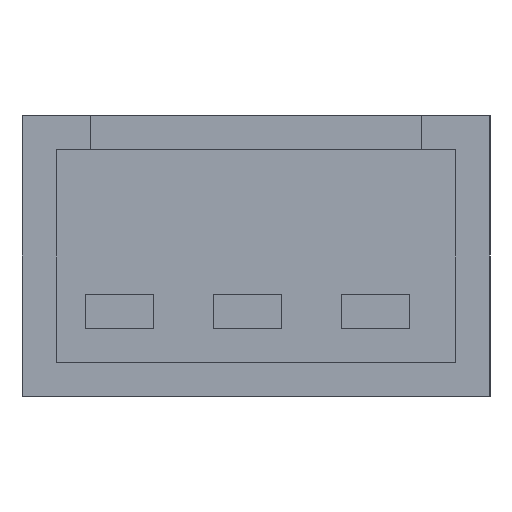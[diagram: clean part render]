
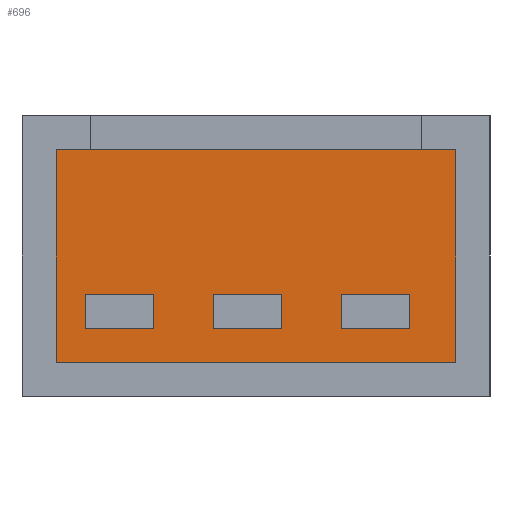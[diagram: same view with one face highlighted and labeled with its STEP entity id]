
A CAD part, left-side view. The second image highlights one B-rep face of the part: STEP entity #696.
In plain terms, the highlighted planar face has unit normal (-1, 0, 0).
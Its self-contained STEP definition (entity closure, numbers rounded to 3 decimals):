
#45=FACE_OUTER_BOUND('',#91,.T.);
#91=EDGE_LOOP('',(#483,#484,#485,#486));
#139=LINE('',#1024,#226);
#144=LINE('',#1033,#231);
#147=LINE('',#1039,#234);
#149=LINE('',#1042,#236);
#226=VECTOR('',#823,10.);
#231=VECTOR('',#830,10.);
#234=VECTOR('',#835,10.);
#236=VECTOR('',#839,10.);
#313=VERTEX_POINT('',#1021);
#314=VERTEX_POINT('',#1023);
#317=VERTEX_POINT('',#1031);
#319=VERTEX_POINT('',#1037);
#375=EDGE_CURVE('',#313,#314,#139,.T.);
#380=EDGE_CURVE('',#317,#313,#144,.T.);
#383=EDGE_CURVE('',#319,#317,#147,.T.);
#385=EDGE_CURVE('',#314,#319,#149,.T.);
#483=ORIENTED_EDGE('',*,*,#385,.F.);
#484=ORIENTED_EDGE('',*,*,#375,.F.);
#485=ORIENTED_EDGE('',*,*,#380,.F.);
#486=ORIENTED_EDGE('',*,*,#383,.F.);
#653=PLANE('',#763);
#696=ADVANCED_FACE('',(#45),#653,.F.);
#763=AXIS2_PLACEMENT_3D('',#1043,#840,#841);
#823=DIRECTION('',(0.,-1.,0.));
#830=DIRECTION('',(0.,0.,1.));
#835=DIRECTION('',(0.,1.,0.));
#839=DIRECTION('',(0.,0.,-1.));
#840=DIRECTION('center_axis',(1.,0.,0.));
#841=DIRECTION('ref_axis',(0.,0.,-1.));
#1021=CARTESIAN_POINT('',(-2.,1.75,2.6));
#1023=CARTESIAN_POINT('',(-2.,-2.95,2.6));
#1024=CARTESIAN_POINT('',(-2.,-1.75,2.6));
#1031=CARTESIAN_POINT('',(-2.,1.75,0.1));
#1033=CARTESIAN_POINT('',(-2.,1.75,2.4));
#1037=CARTESIAN_POINT('',(-2.,-2.95,0.1));
#1039=CARTESIAN_POINT('',(-2.,1.75,0.1));
#1042=CARTESIAN_POINT('',(-2.,-2.95,0.1));
#1043=CARTESIAN_POINT('Origin',(-2.,0.,1.25));
